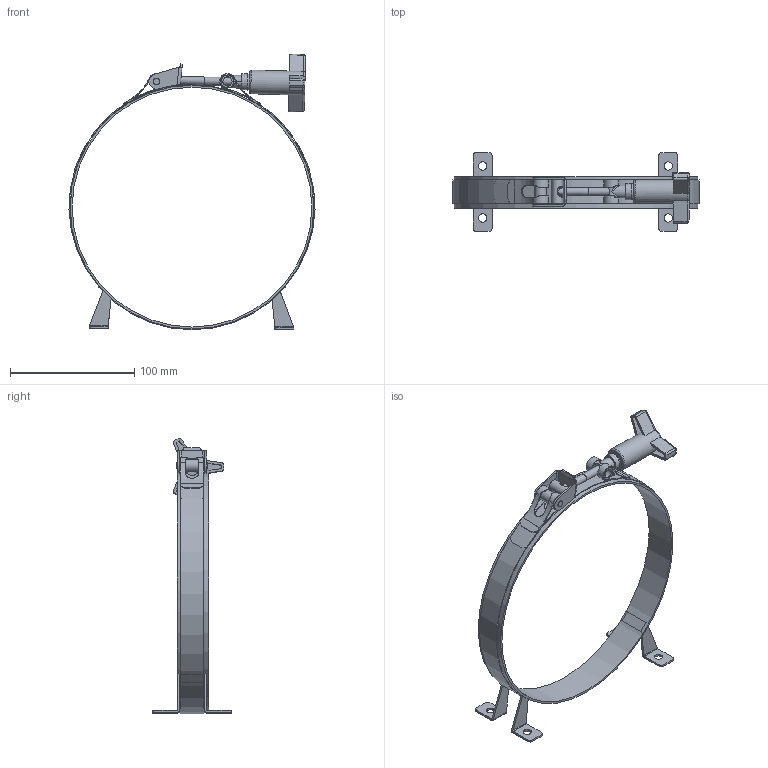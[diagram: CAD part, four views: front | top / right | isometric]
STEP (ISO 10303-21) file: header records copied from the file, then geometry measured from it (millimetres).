
FILE_DESCRIPTION(('STEP AP214'),'1');
FILE_NAME('7.5 Cylinder Mounting Kit-QR).stp','2021-02-04T03:22:10',(' '),(' '),'Spatial InterOp 3D',' ',' ');
FILE_SCHEMA(('AUTOMOTIVE_DESIGN { 1 0 10303 214 1 1 1 1 }'));
Length unit declared in the file: inch
Products named in the file (10): 00CMK-0056-01 (_7.5 Taut-Band Unit, QR) [DV]; Rubber Chafe Band; Ø7.5 Taut-Band; T-Band Component - Tensioner Seat; T-Band Component - Tensioner Screw ; T-Band Component - Quick-release Tab; 00CMK-0008-02 (_7.5 Cylinder Mounting Kit, QR) [DV]; 00CMK-0032-00 (Cylinder Mounting Foot, Tall); 00CMK-0036-00 (Cylinder Mounting Knob, Tall)
Assembly tree (9 placements, depth 3):
  00CMK-0008-02 (_7.5 Cylinder Mounting Kit, QR) [DV]
    00CMK-0056-01 (_7.5 Taut-Band Unit, QR) [DV]
      Rubber Chafe Band
      Ø7.5 Taut-Band
      T-Band Component - Tensioner Seat
      T-Band Component - Tensioner Screw 
      T-Band Component - Quick-release Tab
    00CMK-0032-00 (Cylinder Mounting Foot, Tall)
    00CMK-0032-00 (Cylinder Mounting Foot, Tall)
    00CMK-0036-00 (Cylinder Mounting Knob, Tall)
Bounding box: 198.07 x 63.5 x 221.81 mm (x, y, z)
Volume: 57317.5 mm3; surface area: 82705.4 mm2
Topology: 9 solids, 9 shells, 271 faces, 744 edges, 475 vertices
Faces by surface type: plane 127, cylinder 116, bspline 10, torus 9, sphere 8, cone 1
Full cylindrical faces by diameter (mm): 5.08 x2, 6.35 x3, 6.731 x4, 7.366 x1, 8.001 x2, 9.525 x1, 11.43 x1, 13.005 x1, 19.05 x1, 193.04 x1, 196.215 x1
Entity records: 13951 total; most frequent: CARTESIAN_POINT 4761, DIRECTION 1466, ORIENTED_EDGE 1396, EDGE_CURVE 698, AXIS2_PLACEMENT_3D 564, VERTEX_POINT 467, LINE 338, VECTOR 338
